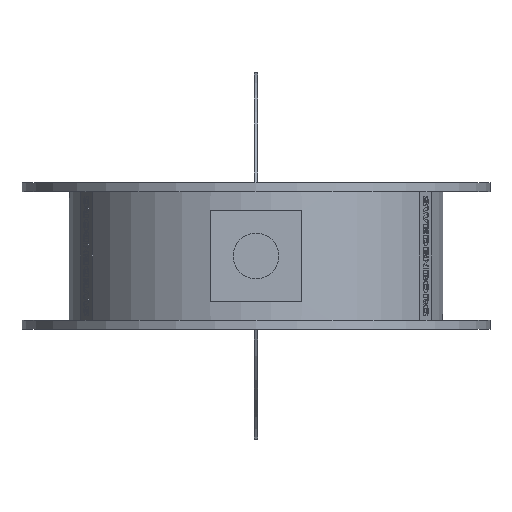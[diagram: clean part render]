
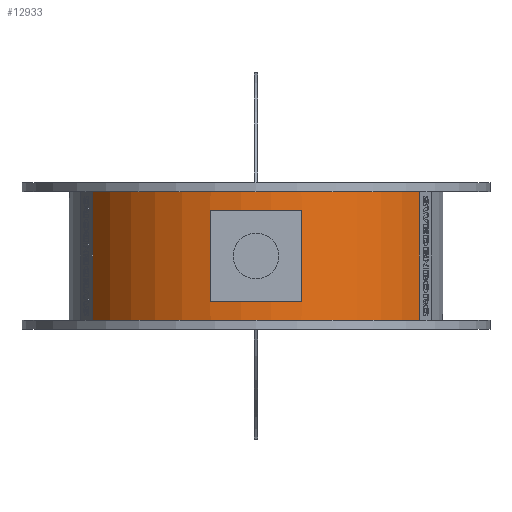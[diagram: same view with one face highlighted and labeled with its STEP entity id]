
A CAD part, left-side view. The second image highlights one B-rep face of the part: STEP entity #12933.
In plain terms, the highlighted cylindrical face has radius 204 mm (diameter 408 mm), a partial arc.
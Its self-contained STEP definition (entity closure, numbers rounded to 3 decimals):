
#15=CYLINDRICAL_SURFACE('',#13489,204.);
#88=CIRCLE('',#13466,204.);
#91=CIRCLE('',#13474,204.);
#106=CIRCLE('',#13490,204.);
#107=CIRCLE('',#13491,204.);
#277=FACE_BOUND('',#2063,.T.);
#1311=FACE_OUTER_BOUND('',#2062,.T.);
#2062=EDGE_LOOP('',(#11111,#11112,#11113,#11114));
#2063=EDGE_LOOP('',(#11115,#11116,#11117,#11118));
#3349=LINE('',#21850,#4646);
#3368=LINE('',#21952,#4665);
#3369=LINE('',#21957,#4666);
#3370=LINE('',#21960,#4667);
#4646=VECTOR('',#15575,10.);
#4665=VECTOR('',#15680,10.);
#4666=VECTOR('',#15683,10.);
#4667=VECTOR('',#15686,10.);
#6152=VERTEX_POINT('',#21847);
#6153=VERTEX_POINT('',#21849);
#6174=VERTEX_POINT('',#21899);
#6178=VERTEX_POINT('',#21916);
#6194=VERTEX_POINT('',#21953);
#6195=VERTEX_POINT('',#21954);
#6196=VERTEX_POINT('',#21956);
#6197=VERTEX_POINT('',#21958);
#7818=EDGE_CURVE('',#6153,#6152,#3349,.T.);
#7845=EDGE_CURVE('',#6152,#6174,#88,.T.);
#7852=EDGE_CURVE('',#6178,#6153,#91,.T.);
#7871=EDGE_CURVE('',#6174,#6178,#3368,.T.);
#7872=EDGE_CURVE('',#6194,#6195,#106,.T.);
#7873=EDGE_CURVE('',#6195,#6196,#3369,.T.);
#7874=EDGE_CURVE('',#6196,#6197,#107,.T.);
#7875=EDGE_CURVE('',#6197,#6194,#3370,.T.);
#11111=ORIENTED_EDGE('',*,*,#7818,.T.);
#11112=ORIENTED_EDGE('',*,*,#7845,.T.);
#11113=ORIENTED_EDGE('',*,*,#7871,.T.);
#11114=ORIENTED_EDGE('',*,*,#7852,.T.);
#11115=ORIENTED_EDGE('',*,*,#7872,.T.);
#11116=ORIENTED_EDGE('',*,*,#7873,.T.);
#11117=ORIENTED_EDGE('',*,*,#7874,.T.);
#11118=ORIENTED_EDGE('',*,*,#7875,.T.);
#12933=ADVANCED_FACE('',(#1311,#277),#15,.T.);
#13466=AXIS2_PLACEMENT_3D('',#21901,#15624,#15625);
#13474=AXIS2_PLACEMENT_3D('',#21917,#15644,#15645);
#13489=AXIS2_PLACEMENT_3D('',#21951,#15678,#15679);
#13490=AXIS2_PLACEMENT_3D('',#21955,#15681,#15682);
#13491=AXIS2_PLACEMENT_3D('',#21959,#15684,#15685);
#15575=DIRECTION('',(0.,0.,1.));
#15624=DIRECTION('center_axis',(0.,0.,-1.));
#15625=DIRECTION('ref_axis',(-1.,0.,0.));
#15644=DIRECTION('center_axis',(0.,0.,1.));
#15645=DIRECTION('ref_axis',(-1.,0.,0.));
#15678=DIRECTION('center_axis',(0.,0.,1.));
#15679=DIRECTION('ref_axis',(-1.,0.,0.));
#15680=DIRECTION('',(0.,0.,-1.));
#15681=DIRECTION('center_axis',(0.,0.,1.));
#15682=DIRECTION('ref_axis',(-1.,0.,0.));
#15683=DIRECTION('',(0.,0.,-1.));
#15684=DIRECTION('center_axis',(0.,0.,-1.));
#15685=DIRECTION('ref_axis',(-1.,0.,0.));
#15686=DIRECTION('',(0.,0.,1.));
#21847=CARTESIAN_POINT('',(-99.575,-178.047,70.));
#21849=CARTESIAN_POINT('',(-99.575,-178.047,-70.));
#21850=CARTESIAN_POINT('',(-99.575,-178.047,0.));
#21899=CARTESIAN_POINT('',(-99.575,178.047,70.));
#21901=CARTESIAN_POINT('Origin',(0.,0.,70.));
#21916=CARTESIAN_POINT('',(-99.575,178.047,-70.));
#21917=CARTESIAN_POINT('Origin',(0.,0.,-70.));
#21951=CARTESIAN_POINT('Origin',(0.,0.,0.));
#21952=CARTESIAN_POINT('',(-99.575,178.047,0.));
#21953=CARTESIAN_POINT('',(-197.778,50.,50.));
#21954=CARTESIAN_POINT('',(-197.778,-50.,50.));
#21955=CARTESIAN_POINT('Origin',(0.,0.,50.));
#21956=CARTESIAN_POINT('',(-197.778,-50.,-50.));
#21957=CARTESIAN_POINT('',(-197.778,-50.,0.));
#21958=CARTESIAN_POINT('',(-197.778,50.,-50.));
#21959=CARTESIAN_POINT('Origin',(0.,0.,-50.));
#21960=CARTESIAN_POINT('',(-197.778,50.,0.));
